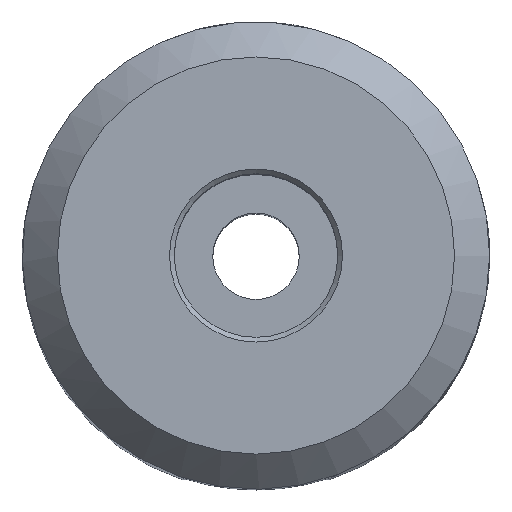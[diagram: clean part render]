
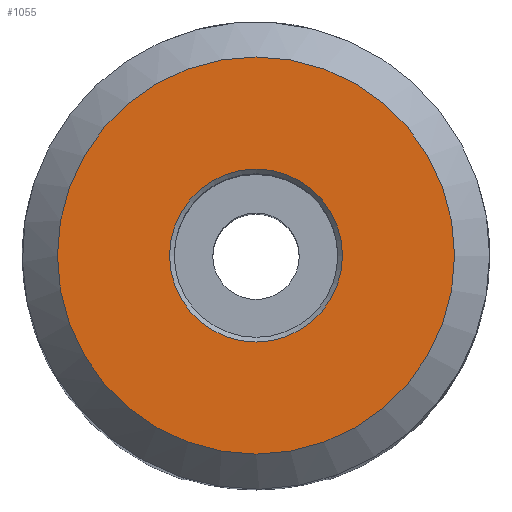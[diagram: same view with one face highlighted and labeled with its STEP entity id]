
A CAD part, top view. The second image highlights one B-rep face of the part: STEP entity #1055.
In plain terms, the highlighted planar face has unit normal (0, 0, 1).
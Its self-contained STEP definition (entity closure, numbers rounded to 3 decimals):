
#4 = CIRCLE ( 'NONE', #94, 8.5 ) ;
#15 = ORIENTED_EDGE ( 'NONE', *, *, #832, .T. ) ;
#52 = FACE_BOUND ( 'NONE', #366, .T. ) ;
#68 = VERTEX_POINT ( 'NONE', #154 ) ;
#94 = AXIS2_PLACEMENT_3D ( 'NONE', #260, #785, #180 ) ;
#137 = CARTESIAN_POINT ( 'NONE',  ( 3.7, 0., 60. ) ) ;
#154 = CARTESIAN_POINT ( 'NONE',  ( 8.5, 0., 60. ) ) ;
#180 = DIRECTION ( 'NONE',  ( 1., 0., 0. ) ) ;
#219 = AXIS2_PLACEMENT_3D ( 'NONE', #821, #1081, #916 ) ;
#260 = CARTESIAN_POINT ( 'NONE',  ( 0., 0., 60. ) ) ;
#362 = EDGE_CURVE ( 'NONE', #68, #68, #4, .T. ) ;
#366 = EDGE_LOOP ( 'NONE', ( #15 ) ) ;
#423 = DIRECTION ( 'NONE',  ( 0., 0., -1. ) ) ;
#458 = EDGE_LOOP ( 'NONE', ( #899 ) ) ;
#636 = CARTESIAN_POINT ( 'NONE',  ( 0., 0., 60. ) ) ;
#708 = CIRCLE ( 'NONE', #1066, 3.7 ) ;
#761 = VERTEX_POINT ( 'NONE', #137 ) ;
#785 = DIRECTION ( 'NONE',  ( 0., 0., 1. ) ) ;
#821 = CARTESIAN_POINT ( 'NONE',  ( 0., 0., 60. ) ) ;
#832 = EDGE_CURVE ( 'NONE', #761, #761, #708, .T. ) ;
#899 = ORIENTED_EDGE ( 'NONE', *, *, #362, .T. ) ;
#903 = PLANE ( 'NONE',  #219 ) ;
#916 = DIRECTION ( 'NONE',  ( 1., 0., 0. ) ) ;
#951 = DIRECTION ( 'NONE',  ( 1., 0., 0. ) ) ;
#1001 = FACE_OUTER_BOUND ( 'NONE', #458, .T. ) ;
#1055 = ADVANCED_FACE ( 'NONE', ( #52, #1001 ), #903, .T. ) ;
#1066 = AXIS2_PLACEMENT_3D ( 'NONE', #636, #423, #951 ) ;
#1081 = DIRECTION ( 'NONE',  ( 0., 0., 1. ) ) ;
